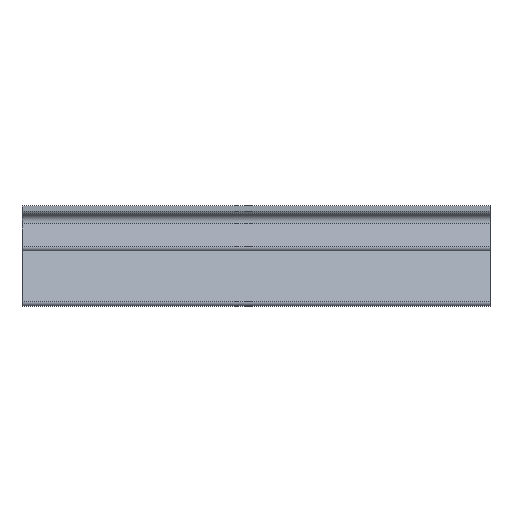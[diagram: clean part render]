
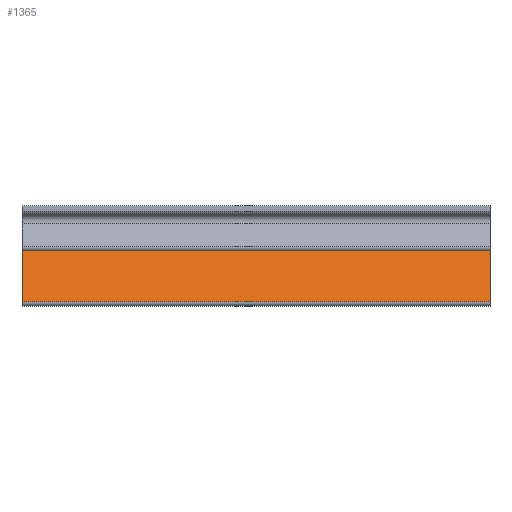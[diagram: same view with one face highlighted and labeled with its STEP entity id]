
A CAD part, top view. The second image highlights one B-rep face of the part: STEP entity #1365.
In plain terms, the highlighted planar face has unit normal (0, 0.331, 0.944).
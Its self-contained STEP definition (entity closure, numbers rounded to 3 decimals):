
#1337 = VERTEX_POINT('',#1338);
#1338 = CARTESIAN_POINT('',(88.9,-9.202,49.127));
#1345 = EDGE_CURVE('',#1346,#1337,#1348,.T.);
#1346 = VERTEX_POINT('',#1347);
#1347 = CARTESIAN_POINT('',(-5.1,-9.202,49.127));
#1348 = LINE('',#1349,#1350);
#1349 = CARTESIAN_POINT('',(-5.1,-9.202,49.127));
#1350 = VECTOR('',#1351,1.);
#1351 = DIRECTION('',(1.,0.,0.));
#1365 = ADVANCED_FACE('',(#1366),#1391,.T.);
#1366 = FACE_BOUND('',#1367,.T.);
#1367 = EDGE_LOOP('',(#1368,#1376,#1384,#1390));
#1368 = ORIENTED_EDGE('',*,*,#1369,.T.);
#1369 = EDGE_CURVE('',#1337,#1370,#1372,.T.);
#1370 = VERTEX_POINT('',#1371);
#1371 = CARTESIAN_POINT('',(88.9,5.004,44.152));
#1372 = LINE('',#1373,#1374);
#1373 = CARTESIAN_POINT('',(88.9,-9.202,49.127));
#1374 = VECTOR('',#1375,1.);
#1375 = DIRECTION('',(0.,0.944,-0.331)
  );
#1376 = ORIENTED_EDGE('',*,*,#1377,.F.);
#1377 = EDGE_CURVE('',#1378,#1370,#1380,.T.);
#1378 = VERTEX_POINT('',#1379);
#1379 = CARTESIAN_POINT('',(-5.1,5.004,44.152));
#1380 = LINE('',#1381,#1382);
#1381 = CARTESIAN_POINT('',(-5.1,5.004,44.152));
#1382 = VECTOR('',#1383,1.);
#1383 = DIRECTION('',(1.,0.,0.));
#1384 = ORIENTED_EDGE('',*,*,#1385,.T.);
#1385 = EDGE_CURVE('',#1378,#1346,#1386,.T.);
#1386 = LINE('',#1387,#1388);
#1387 = CARTESIAN_POINT('',(-5.1,5.004,44.152));
#1388 = VECTOR('',#1389,1.);
#1389 = DIRECTION('',(0.,-0.944,0.331)
  );
#1390 = ORIENTED_EDGE('',*,*,#1345,.T.);
#1391 = PLANE('',#1392);
#1392 = AXIS2_PLACEMENT_3D('',#1393,#1394,#1395);
#1393 = CARTESIAN_POINT('',(-5.1,-9.202,49.127));
#1394 = DIRECTION('',(0.,0.331,0.944));
#1395 = DIRECTION('',(-1.,0.,0.));
